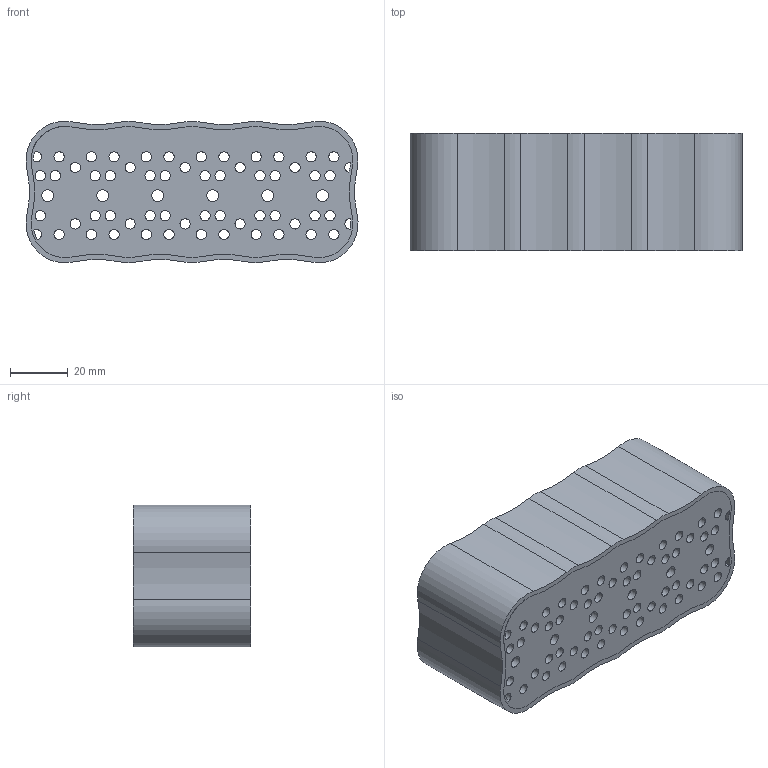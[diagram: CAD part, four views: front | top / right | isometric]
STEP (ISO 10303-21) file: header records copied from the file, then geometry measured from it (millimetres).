
FILE_DESCRIPTION(/* description */ (''),/* implementation_level */ '2;1');
FILE_NAME(/* name */ 'Battery Holder v4.step',/* time_stamp */ '2019-10-08T10:23:29-07:00',/* author */ (''),/* organization */ (''),/* preprocessor_version */ 'ST-DEVELOPER v18',/* originating_system */ 'Autodesk Translation Framework v8.6.0.1094',/* authorisation */ '');
FILE_SCHEMA (('AUTOMOTIVE_DESIGN { 1 0 10303 214 3 1 1 }'));
Length unit declared in the file: inch
Products named in the file (2): Battery Holder; Battery Holder_1
Assembly tree (1 placements, depth 2):
  Battery Holder
    Battery Holder_1
Bounding box: 115.09 x 40.64 x 49.07 mm (x, y, z)
Volume: 32311.1 mm3; surface area: 36481.8 mm2
Topology: 2 solids, 2 shells, 136 faces, 396 edges, 264 vertices
Faces by surface type: cylinder 132, plane 4
Full cylindrical faces by diameter (mm): 3.556 x55, 4.064 x6
Entity records: 4982 total; most frequent: DIRECTION 938, CARTESIAN_POINT 799, ORIENTED_EDGE 792, AXIS2_PLACEMENT_3D 403, EDGE_CURVE 396, EDGE_LOOP 268, CIRCLE 264, VERTEX_POINT 264
